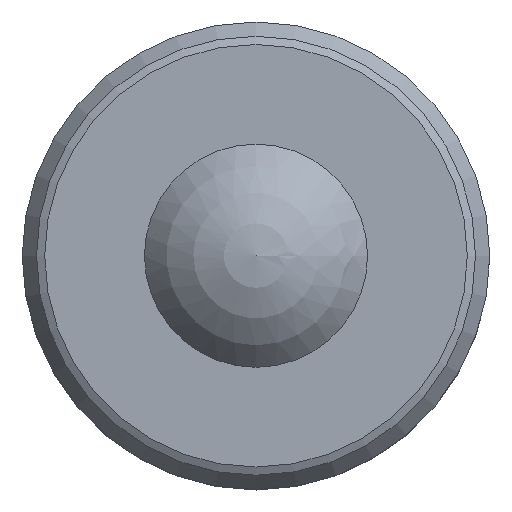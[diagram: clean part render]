
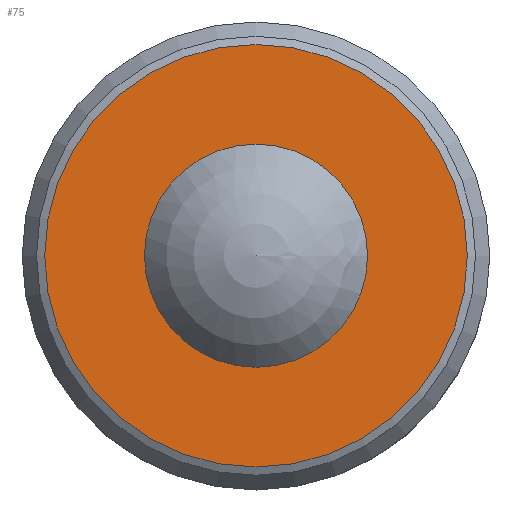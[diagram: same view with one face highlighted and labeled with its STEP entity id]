
A CAD part, top view. The second image highlights one B-rep face of the part: STEP entity #75.
In plain terms, the highlighted planar face has unit normal (0, 0, 1).
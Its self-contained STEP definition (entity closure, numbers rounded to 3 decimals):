
#75 = ADVANCED_FACE( '', ( #86, #87 ), #88, .F. );
#86 = FACE_OUTER_BOUND( '', #114, .T. );
#87 = FACE_BOUND( '', #115, .T. );
#88 = PLANE( '', #116 );
#114 = EDGE_LOOP( '', ( #142 ) );
#115 = EDGE_LOOP( '', ( #143 ) );
#116 = AXIS2_PLACEMENT_3D( '', #144, #145, #146 );
#142 = ORIENTED_EDGE( '', *, *, #190, .T. );
#143 = ORIENTED_EDGE( '', *, *, #191, .F. );
#144 = CARTESIAN_POINT( '', ( 0., 0., 16. ) );
#145 = DIRECTION( '', ( 0., 0., -1. ) );
#146 = DIRECTION( '', ( -1., 0., 0. ) );
#190 = EDGE_CURVE( '', #199, #199, #200, .F. );
#191 = EDGE_CURVE( '', #201, #201, #202, .F. );
#199 = VERTEX_POINT( '', #217 );
#200 = CIRCLE( '', #218, 12.2 );
#201 = VERTEX_POINT( '', #219 );
#202 = CIRCLE( '', #220, 6.442 );
#217 = CARTESIAN_POINT( '', ( -12.2, 0., 16. ) );
#218 = AXIS2_PLACEMENT_3D( '', #235, #236, #237 );
#219 = CARTESIAN_POINT( '', ( -6.442, 0., 16. ) );
#220 = AXIS2_PLACEMENT_3D( '', #238, #239, #240 );
#235 = CARTESIAN_POINT( '', ( 0., 0., 16. ) );
#236 = DIRECTION( '', ( 0., 0., -1. ) );
#237 = DIRECTION( '', ( -1., 0., 0. ) );
#238 = CARTESIAN_POINT( '', ( 0., 0., 16. ) );
#239 = DIRECTION( '', ( 0., 0., -1. ) );
#240 = DIRECTION( '', ( -1., 0., 0. ) );
